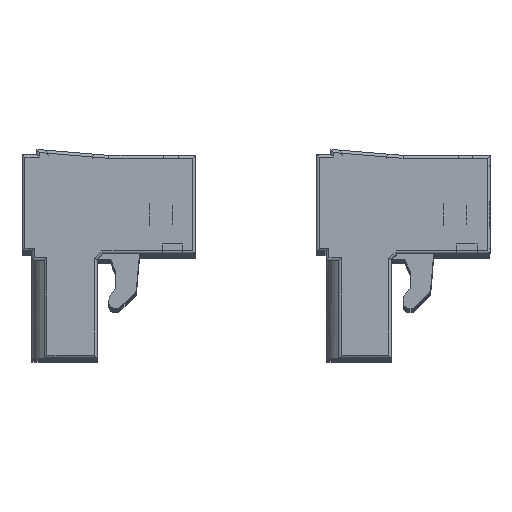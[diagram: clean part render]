
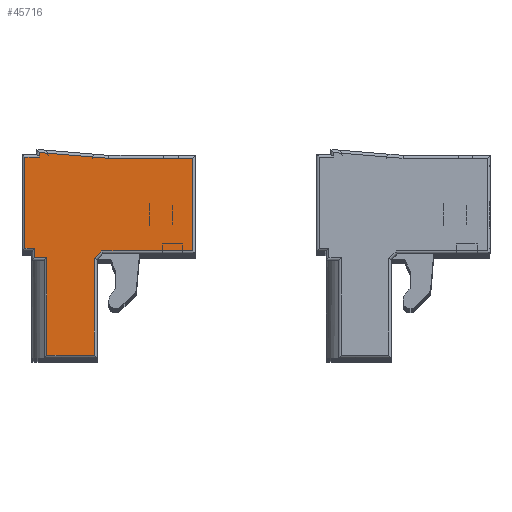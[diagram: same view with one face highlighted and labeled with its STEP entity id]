
A CAD part, top view. The second image highlights one B-rep face of the part: STEP entity #45716.
In plain terms, the highlighted planar face has unit normal (0, 0, 1).
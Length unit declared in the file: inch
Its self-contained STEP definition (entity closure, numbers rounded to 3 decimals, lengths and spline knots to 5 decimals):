
#5057 = CARTESIAN_POINT ( 'NONE',  ( -0.59055, 0.15867, 0.32 ) ) ;
#5576 = EDGE_CURVE ( 'NONE', #139114, #86789, #103267, .T. ) ;
#6179 = LINE ( 'NONE', #59769, #112021 ) ;
#6474 = EDGE_CURVE ( 'NONE', #156812, #10316, #46848, .T. ) ;
#7026 = ORIENTED_EDGE ( 'NONE', *, *, #32682, .T. ) ;
#7604 = CARTESIAN_POINT ( 'NONE',  ( -0.58071, -0.17716, 0.32 ) ) ;
#8288 = CARTESIAN_POINT ( 'NONE',  ( -0.59055, 0.12914, 0.32 ) ) ;
#8971 = CARTESIAN_POINT ( 'NONE',  ( -0.54724, 0.15867, 0.32 ) ) ;
#10316 = VERTEX_POINT ( 'NONE', #31609 ) ;
#12910 = VECTOR ( 'NONE', #165030, 39.37008 ) ;
#13732 = LINE ( 'NONE', #8288, #21702 ) ;
#14127 = CARTESIAN_POINT ( 'NONE',  ( -0.59055, -0.20944, 0.32 ) ) ;
#14668 = DIRECTION ( 'NONE',  ( 1., 0., 0. ) ) ;
#16682 = ORIENTED_EDGE ( 'NONE', *, *, #155393, .T. ) ;
#17810 = ORIENTED_EDGE ( 'NONE', *, *, #107085, .T. ) ;
#18287 = VECTOR ( 'NONE', #44191, 39.37008 ) ;
#18399 = DIRECTION ( 'NONE',  ( 0., 1., 0. ) ) ;
#18952 = PLANE ( 'NONE',  #100700 ) ;
#19576 = VECTOR ( 'NONE', #98230, 39.37008 ) ;
#21702 = VECTOR ( 'NONE', #84030, 39.37008 ) ;
#24823 = LINE ( 'NONE', #90892, #126654 ) ;
#25930 = VERTEX_POINT ( 'NONE', #138466 ) ;
#29940 = EDGE_LOOP ( 'NONE', ( #7026, #17810, #138737, #144670, #126257, #138636, #16682, #60781, #74366, #162635, #82683, #124385, #155108, #85200 ) ) ;
#30872 = VECTOR ( 'NONE', #100573, 39.37008 ) ;
#31454 = VECTOR ( 'NONE', #14668, 39.37008 ) ;
#31609 = CARTESIAN_POINT ( 'NONE',  ( -0.34449, -0.21127, 0.32 ) ) ;
#31683 = CARTESIAN_POINT ( 'NONE',  ( -0.34449, -0.54015, 0.32 ) ) ;
#32682 = EDGE_CURVE ( 'NONE', #85270, #125919, #24823, .T. ) ;
#37770 = CARTESIAN_POINT ( 'NONE',  ( -0.59055, -0.54015, 0.32 ) ) ;
#38938 = CARTESIAN_POINT ( 'NONE',  ( -0.54724, -0.17716, 0.32 ) ) ;
#39206 = CARTESIAN_POINT ( 'NONE',  ( -0.58071, 0.15867, 0.32 ) ) ;
#42808 = EDGE_CURVE ( 'NONE', #126949, #85270, #128157, .T. ) ;
#44191 = DIRECTION ( 'NONE',  ( 0., -1., 0. ) ) ;
#45716 = ADVANCED_FACE ( 'NONE', ( #104973 ), #18952, .F. ) ;
#46848 = LINE ( 'NONE', #152749, #12910 ) ;
#48665 = CARTESIAN_POINT ( 'NONE',  ( -0.28255, -0.14933, 0.32 ) ) ;
#52493 = VERTEX_POINT ( 'NONE', #38938 ) ;
#52714 = CARTESIAN_POINT ( 'NONE',  ( -0.00984, 0.12914, 0.32 ) ) ;
#55135 = CARTESIAN_POINT ( 'NONE',  ( -0.50591, -0.20944, 0.32 ) ) ;
#56691 = EDGE_CURVE ( 'NONE', #86789, #61657, #112156, .T. ) ;
#56713 = DIRECTION ( 'NONE',  ( -0.997, 0.082, 0. ) ) ;
#57056 = EDGE_CURVE ( 'NONE', #93750, #25930, #93847, .T. ) ;
#57527 = DIRECTION ( 'NONE',  ( 0., 0., -1. ) ) ;
#59769 = CARTESIAN_POINT ( 'NONE',  ( -0.00984, 0.15867, 0.32 ) ) ;
#60133 = DIRECTION ( 'NONE',  ( 1., 0., 0. ) ) ;
#60429 = VECTOR ( 'NONE', #56713, 39.37008 ) ;
#60781 = ORIENTED_EDGE ( 'NONE', *, *, #6474, .T. ) ;
#61488 = EDGE_CURVE ( 'NONE', #106272, #52493, #140638, .T. ) ;
#61657 = VERTEX_POINT ( 'NONE', #77626 ) ;
#63383 = DIRECTION ( 'NONE',  ( 1., 0., 0. ) ) ;
#64273 = DIRECTION ( 'NONE',  ( 0., -1., 0. ) ) ;
#68611 = VERTEX_POINT ( 'NONE', #52714 ) ;
#72940 = CARTESIAN_POINT ( 'NONE',  ( -0.59055, -0.18582, 0.32 ) ) ;
#74366 = ORIENTED_EDGE ( 'NONE', *, *, #95299, .T. ) ;
#77046 = DIRECTION ( 'NONE',  ( -1., 0., 0. ) ) ;
#77626 = CARTESIAN_POINT ( 'NONE',  ( -0.50591, -0.54015, 0.32 ) ) ;
#78167 = VECTOR ( 'NONE', #94160, 39.37008 ) ;
#81478 = LINE ( 'NONE', #8971, #19576 ) ;
#82242 = LINE ( 'NONE', #133169, #60429 ) ;
#82683 = ORIENTED_EDGE ( 'NONE', *, *, #148802, .T. ) ;
#84030 = DIRECTION ( 'NONE',  ( -1., 0., 0. ) ) ;
#85200 = ORIENTED_EDGE ( 'NONE', *, *, #42808, .T. ) ;
#85270 = VERTEX_POINT ( 'NONE', #110404 ) ;
#86789 = VERTEX_POINT ( 'NONE', #55135 ) ;
#88708 = EDGE_CURVE ( 'NONE', #119656, #126949, #82242, .T. ) ;
#89932 = EDGE_CURVE ( 'NONE', #52493, #139114, #81478, .T. ) ;
#90892 = CARTESIAN_POINT ( 'NONE',  ( -0.59055, 0.13308, 0.32 ) ) ;
#93750 = VERTEX_POINT ( 'NONE', #149356 ) ;
#93847 = LINE ( 'NONE', #72940, #103864 ) ;
#94160 = DIRECTION ( 'NONE',  ( 0., -1., 0. ) ) ;
#94907 = CARTESIAN_POINT ( 'NONE',  ( -0.5315, 0.15867, 0.32 ) ) ;
#95299 = EDGE_CURVE ( 'NONE', #10316, #93750, #140804, .T. ) ;
#98230 = DIRECTION ( 'NONE',  ( 0., -1., 0. ) ) ;
#100573 = DIRECTION ( 'NONE',  ( 1., 0., 0. ) ) ;
#100700 = AXIS2_PLACEMENT_3D ( 'NONE', #5057, #57527, #18399 ) ;
#101688 = CARTESIAN_POINT ( 'NONE',  ( -0.59055, -0.17716, 0.32 ) ) ;
#103267 = LINE ( 'NONE', #14127, #31454 ) ;
#103286 = LINE ( 'NONE', #37770, #155126 ) ;
#103864 = VECTOR ( 'NONE', #60133, 39.37008 ) ;
#104973 = FACE_OUTER_BOUND ( 'NONE', #29940, .T. ) ;
#105576 = LINE ( 'NONE', #39206, #165455 ) ;
#106272 = VERTEX_POINT ( 'NONE', #7604 ) ;
#106869 = VECTOR ( 'NONE', #136824, 39.37008 ) ;
#107085 = EDGE_CURVE ( 'NONE', #125919, #106272, #105576, .T. ) ;
#108635 = EDGE_CURVE ( 'NONE', #68611, #119656, #13732, .T. ) ;
#110404 = CARTESIAN_POINT ( 'NONE',  ( -0.5315, 0.13308, 0.32 ) ) ;
#112021 = VECTOR ( 'NONE', #112186, 39.37008 ) ;
#112156 = LINE ( 'NONE', #133315, #78167 ) ;
#112186 = DIRECTION ( 'NONE',  ( 0., 1., 0. ) ) ;
#116292 = CARTESIAN_POINT ( 'NONE',  ( -0.29568, 0.12914, 0.32 ) ) ;
#119656 = VERTEX_POINT ( 'NONE', #116292 ) ;
#124385 = ORIENTED_EDGE ( 'NONE', *, *, #108635, .T. ) ;
#125919 = VERTEX_POINT ( 'NONE', #141218 ) ;
#126257 = ORIENTED_EDGE ( 'NONE', *, *, #5576, .T. ) ;
#126654 = VECTOR ( 'NONE', #77046, 39.37008 ) ;
#126949 = VERTEX_POINT ( 'NONE', #143647 ) ;
#128157 = LINE ( 'NONE', #94907, #18287 ) ;
#133169 = CARTESIAN_POINT ( 'NONE',  ( -0.59099, 0.15335, 0.32 ) ) ;
#133315 = CARTESIAN_POINT ( 'NONE',  ( -0.50591, 0.15867, 0.32 ) ) ;
#136824 = DIRECTION ( 'NONE',  ( 0.707, 0.707, 0. ) ) ;
#138466 = CARTESIAN_POINT ( 'NONE',  ( -0.00984, -0.18582, 0.32 ) ) ;
#138636 = ORIENTED_EDGE ( 'NONE', *, *, #56691, .T. ) ;
#138737 = ORIENTED_EDGE ( 'NONE', *, *, #61488, .T. ) ;
#139114 = VERTEX_POINT ( 'NONE', #163713 ) ;
#140638 = LINE ( 'NONE', #101688, #30872 ) ;
#140804 = LINE ( 'NONE', #48665, #106869 ) ;
#141218 = CARTESIAN_POINT ( 'NONE',  ( -0.58071, 0.13308, 0.32 ) ) ;
#143647 = CARTESIAN_POINT ( 'NONE',  ( -0.5315, 0.14847, 0.32 ) ) ;
#144670 = ORIENTED_EDGE ( 'NONE', *, *, #89932, .T. ) ;
#148802 = EDGE_CURVE ( 'NONE', #25930, #68611, #6179, .T. ) ;
#149356 = CARTESIAN_POINT ( 'NONE',  ( -0.31904, -0.18582, 0.32 ) ) ;
#152749 = CARTESIAN_POINT ( 'NONE',  ( -0.34449, 0.15867, 0.32 ) ) ;
#155108 = ORIENTED_EDGE ( 'NONE', *, *, #88708, .T. ) ;
#155126 = VECTOR ( 'NONE', #63383, 39.37008 ) ;
#155393 = EDGE_CURVE ( 'NONE', #61657, #156812, #103286, .T. ) ;
#156812 = VERTEX_POINT ( 'NONE', #31683 ) ;
#162635 = ORIENTED_EDGE ( 'NONE', *, *, #57056, .T. ) ;
#163713 = CARTESIAN_POINT ( 'NONE',  ( -0.54724, -0.20944, 0.32 ) ) ;
#165030 = DIRECTION ( 'NONE',  ( 0., 1., 0. ) ) ;
#165455 = VECTOR ( 'NONE', #64273, 39.37008 ) ;
